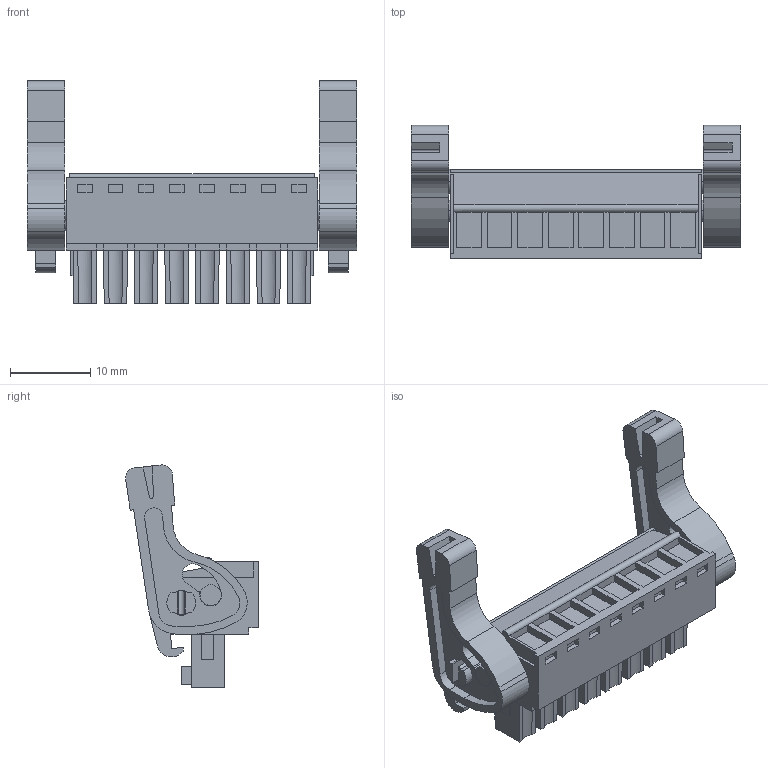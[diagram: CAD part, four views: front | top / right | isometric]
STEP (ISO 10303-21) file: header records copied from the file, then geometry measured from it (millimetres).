
FILE_DESCRIPTION(('CATIA V5 STEP','CAx-IF Rec.Pracs.--- Model Styling and Organization---1.2---2011-12-15'),'2;1');
FILE_NAME ('D1462204_0_2442380000_2442380000.stp','2017-07-31T14:46:13+00:00',('none'),('Weidmueller'),'CATIA Version 5-6 Release 2014','CATIA V5 STEP AP214','none');
FILE_SCHEMA(('AUTOMOTIVE_DESIGN { 1 0 10303 214 1 1 1 1 }'));
Length unit declared in the file: millimetre
Products named in the file (1): 2442380000
Bounding box: 41.07 x 16.55 x 27.68 mm (x, y, z)
Volume: 4340.9 mm3; surface area: 4699.7 mm2
Topology: 11 solids, 11 shells, 572 faces, 1500 edges, 992 vertices
Faces by surface type: plane 427, cylinder 145
Entity records: 16055 total; most frequent: ORIENTED_EDGE 2992, CARTESIAN_POINT 2944, DIRECTION 2117, EDGE_CURVE 1496, VECTOR 1136, LINE 1136, VERTEX_POINT 992, AXIS2_PLACEMENT_3D 655
